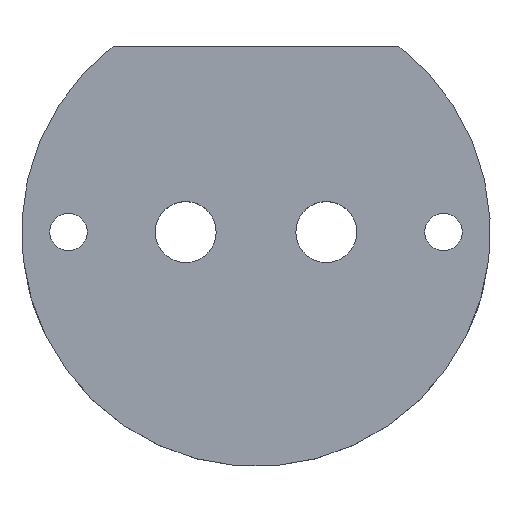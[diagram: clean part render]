
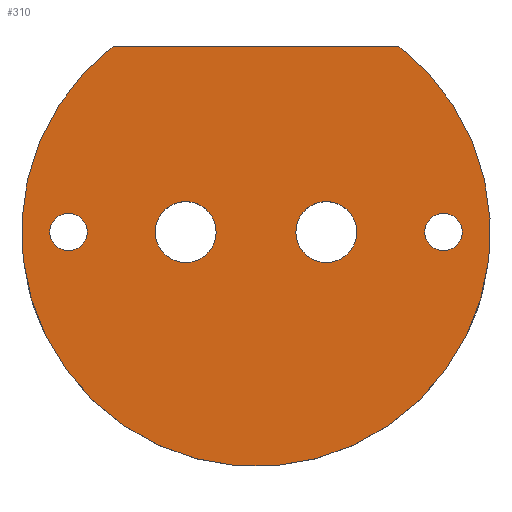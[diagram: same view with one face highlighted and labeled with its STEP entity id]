
A CAD part, top view. The second image highlights one B-rep face of the part: STEP entity #310.
In plain terms, the highlighted planar face has unit normal (0, 0, 1).
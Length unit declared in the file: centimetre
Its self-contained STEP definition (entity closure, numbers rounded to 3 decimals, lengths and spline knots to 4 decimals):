
#104=VECTOR('',#348,1.);
#109=VECTOR('',#354,1.);
#113=VECTOR('',#359,1.);
#114=LINE('',#471,#104);
#119=LINE('',#483,#109);
#123=LINE('',#490,#113);
#130=PLANE('',#336);
#138=CIRCLE('',#327,5.);
#139=CIRCLE('',#329,0.4);
#140=CIRCLE('',#331,0.65);
#141=CIRCLE('',#333,0.65);
#142=CIRCLE('',#335,0.4);
#147=VERTEX_POINT('',#472);
#148=VERTEX_POINT('',#473);
#151=VERTEX_POINT('',#481);
#154=VERTEX_POINT('',#488);
#159=VERTEX_POINT('',#505);
#160=VERTEX_POINT('',#508);
#161=VERTEX_POINT('',#511);
#162=VERTEX_POINT('',#514);
#169=EDGE_CURVE('',#147,#148,#114,.T.);
#174=EDGE_CURVE('',#148,#151,#119,.T.);
#178=EDGE_CURVE('',#154,#147,#123,.T.);
#184=EDGE_CURVE('',#154,#151,#138,.T.);
#185=EDGE_CURVE('',#159,#159,#139,.T.);
#186=EDGE_CURVE('',#160,#160,#140,.T.);
#187=EDGE_CURVE('',#161,#161,#141,.T.);
#188=EDGE_CURVE('',#162,#162,#142,.T.);
#229=ORIENTED_EDGE('',*,*,#174,.T.);
#230=ORIENTED_EDGE('',*,*,#184,.F.);
#231=ORIENTED_EDGE('',*,*,#178,.T.);
#232=ORIENTED_EDGE('',*,*,#169,.T.);
#233=ORIENTED_EDGE('',*,*,#188,.F.);
#234=ORIENTED_EDGE('',*,*,#187,.F.);
#235=ORIENTED_EDGE('',*,*,#186,.F.);
#236=ORIENTED_EDGE('',*,*,#185,.F.);
#262=EDGE_LOOP('',(#229,#230,#231,#232));
#263=EDGE_LOOP('',(#233));
#264=EDGE_LOOP('',(#234));
#265=EDGE_LOOP('',(#235));
#266=EDGE_LOOP('',(#236));
#292=FACE_BOUND('',#262,.T.);
#293=FACE_BOUND('',#263,.T.);
#294=FACE_BOUND('',#264,.T.);
#295=FACE_BOUND('',#265,.T.);
#296=FACE_BOUND('',#266,.T.);
#310=ADVANCED_FACE('',(#292,#293,#294,#295,#296),#130,.T.);
#327=AXIS2_PLACEMENT_3D('',#502,#373,#374);
#329=AXIS2_PLACEMENT_3D('',#504,#377,#378);
#331=AXIS2_PLACEMENT_3D('',#507,#381,#382);
#333=AXIS2_PLACEMENT_3D('',#510,#385,#386);
#335=AXIS2_PLACEMENT_3D('',#513,#389,#390);
#336=AXIS2_PLACEMENT_3D('',#515,#391,$);
#348=DIRECTION('',(-1.,0.,0.));
#354=DIRECTION('',(0.,1.,0.));
#359=DIRECTION('',(0.,-1.,0.));
#373=DIRECTION('',(0.,0.,-1.));
#374=DIRECTION('',(5.,0.,0.));
#377=DIRECTION('',(0.,0.,1.));
#378=DIRECTION('',(0.4,0.,0.));
#381=DIRECTION('',(0.,0.,1.));
#382=DIRECTION('',(0.65,0.,0.));
#385=DIRECTION('',(0.,0.,1.));
#386=DIRECTION('',(0.65,0.,0.));
#389=DIRECTION('',(0.,0.,1.));
#390=DIRECTION('',(0.4,0.,0.));
#391=DIRECTION('',(0.,0.,1.));
#471=CARTESIAN_POINT('',(0.,3.95,1.));
#472=CARTESIAN_POINT('',(3.05,3.95,1.));
#473=CARTESIAN_POINT('',(-3.05,3.95,1.));
#481=CARTESIAN_POINT('',(-3.05,3.962,1.));
#483=CARTESIAN_POINT('',(-3.05,2.2375,1.));
#488=CARTESIAN_POINT('',(3.05,3.962,1.));
#490=CARTESIAN_POINT('',(3.05,2.2375,1.));
#502=CARTESIAN_POINT('',(0.,0.,1.));
#504=CARTESIAN_POINT('',(-4.,0.,1.));
#505=CARTESIAN_POINT('',(-3.6,0.,1.));
#507=CARTESIAN_POINT('',(-1.5,0.,1.));
#508=CARTESIAN_POINT('',(-0.85,0.,1.));
#510=CARTESIAN_POINT('',(1.5,0.,1.));
#511=CARTESIAN_POINT('',(2.15,0.,1.));
#513=CARTESIAN_POINT('',(4.,0.,1.));
#514=CARTESIAN_POINT('',(4.4,0.,1.));
#515=CARTESIAN_POINT('',(0.,0.,1.));
